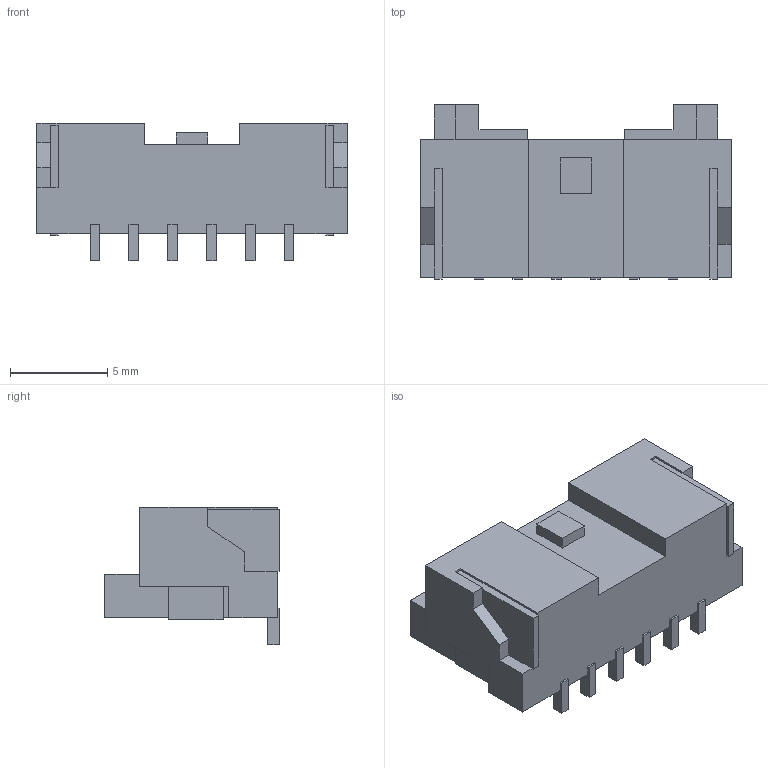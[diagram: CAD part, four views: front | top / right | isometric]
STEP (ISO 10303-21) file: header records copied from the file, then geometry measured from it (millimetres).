
FILE_DESCRIPTION (( 'STEP AP214' ), '1' );
FILE_NAME ('JST BM06B-PASS-TF.STEP', '2015-11-29T00:39:51', ( '' ), ( '' ), 'SwSTEP 2.0', 'SolidWorks 2015', '' );
FILE_SCHEMA (( 'AUTOMOTIVE_DESIGN' ));
Length unit declared in the file: millimetre
Products named in the file (1): JST BM06B-PASS-TF
Bounding box: 16 x 9 x 7.1 mm (x, y, z)
Volume: 456.1 mm3; surface area: 746.5 mm2
Topology: 1 solids, 1 shells, 151 faces, 420 edges, 278 vertices
Faces by surface type: plane 151
Entity records: 6421 total; most frequent: CARTESIAN_POINT 850, ORIENTED_EDGE 840, DIRECTION 724, VECTOR 420, LINE 420, EDGE_CURVE 420, VERTEX_POINT 278, EDGE_LOOP 158
